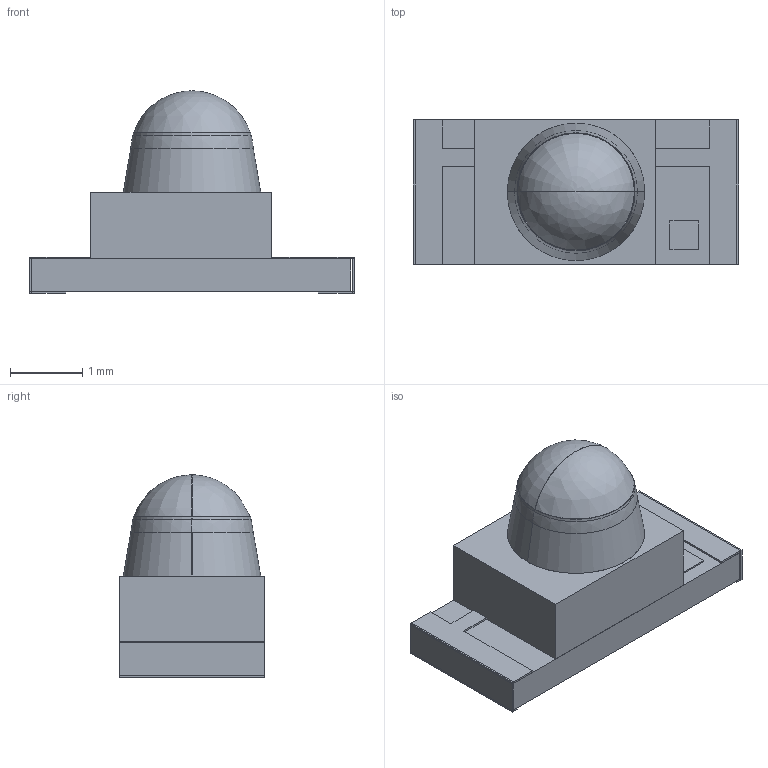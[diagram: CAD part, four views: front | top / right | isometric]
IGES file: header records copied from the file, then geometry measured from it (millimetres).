
Start section: SolidWorks IGES file using analytic representation for surfaces
Global section: file name: APD2520XXX-03.IGS; native system: SolidWorks 2012; preprocessor: SolidWorks 2012; author: FrankH; date: 151216.092422; units: millimetre
Bounding box: 4.5 x 2 x 2.8 mm (x, y, z)
Surface area: 65.3 mm2 (no closed solid volume)
Topology: 0 solids, 0 shells, 80 faces, 408 edges, 406 vertices
Faces by surface type: bspline 72, revolution 8
